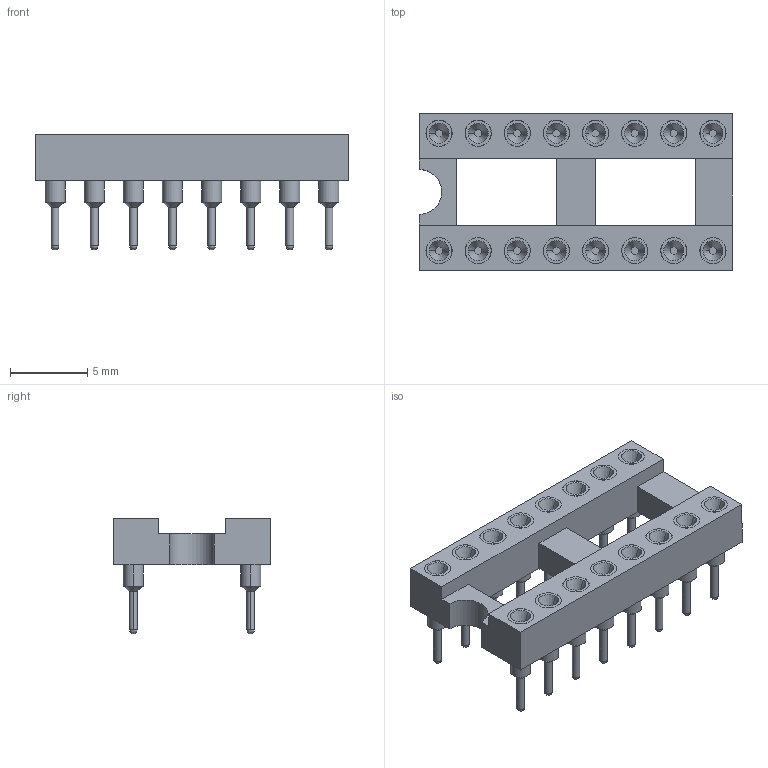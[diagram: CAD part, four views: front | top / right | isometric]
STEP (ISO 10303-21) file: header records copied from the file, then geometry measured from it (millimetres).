
FILE_DESCRIPTION (( 'STEP AP214' ), '1' );
FILE_NAME ('User Library-16pin 0.3inch 2.54mm IC DIP Socket Round Hole.STEP', '2019-02-17T20:17:01', ( '' ), ( '' ), 'SwSTEP 2.0', 'SolidWorks 2019', '' );
FILE_SCHEMA (( 'AUTOMOTIVE_DESIGN' ));
Length unit declared in the file: millimetre
Products named in the file (1): User Library-16pin 0.3inch 2.54mm IC DIP Socket Round Hole
Bounding box: 20.32 x 10.16 x 7.51 mm (x, y, z)
Volume: 436.6 mm3; surface area: 1275.2 mm2
Topology: 1 solids, 1 shells, 354 faces, 758 edges, 452 vertices
Faces by surface type: cylinder 193, plane 81, cone 64, bspline 16
Entity records: 12434 total; most frequent: DIRECTION 1822, CARTESIAN_POINT 1773, ORIENTED_EDGE 1452, AXIS2_PLACEMENT_3D 757, EDGE_CURVE 726, VERTEX_POINT 452, EDGE_LOOP 436, CIRCLE 418
